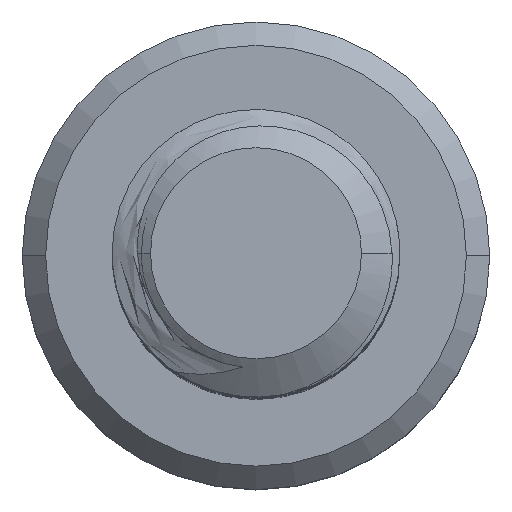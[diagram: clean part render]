
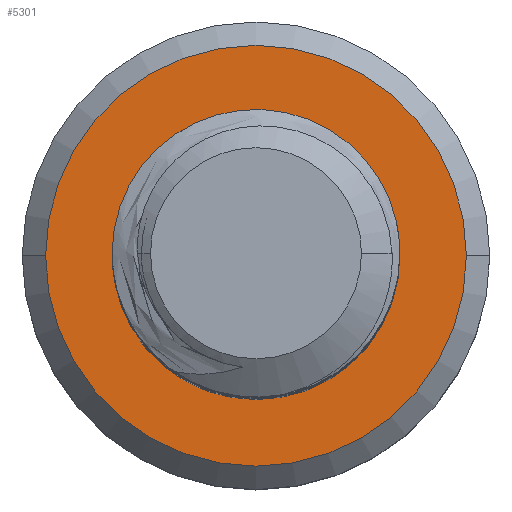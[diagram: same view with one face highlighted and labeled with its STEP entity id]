
A CAD part, top view. The second image highlights one B-rep face of the part: STEP entity #5301.
In plain terms, the highlighted planar face has unit normal (0, 0, 1).
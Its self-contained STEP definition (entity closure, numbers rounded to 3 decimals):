
#111 = DIRECTION ( 'NONE',  ( 0., 0., 1. ) ) ;
#316 = VERTEX_POINT ( 'NONE', #4614 ) ;
#695 = ORIENTED_EDGE ( 'NONE', *, *, #6228, .T. ) ;
#720 = DIRECTION ( 'NONE',  ( 0., 0., 1. ) ) ;
#969 = EDGE_CURVE ( 'NONE', #6223, #2562, #5060, .T. ) ;
#1030 = EDGE_LOOP ( 'NONE', ( #2151, #4055 ) ) ;
#1061 = DIRECTION ( 'NONE',  ( 0., 0., 1. ) ) ;
#1326 = VERTEX_POINT ( 'NONE', #6516 ) ;
#1521 = AXIS2_PLACEMENT_3D ( 'NONE', #3835, #720, #4349 ) ;
#1554 = EDGE_CURVE ( 'NONE', #1326, #316, #1764, .T. ) ;
#1714 = CARTESIAN_POINT ( 'NONE',  ( 0., 0., -40. ) ) ;
#1764 = CIRCLE ( 'NONE', #6453, 4. ) ;
#1903 = DIRECTION ( 'NONE',  ( -1., 0., 0. ) ) ;
#1992 = AXIS2_PLACEMENT_3D ( 'NONE', #5998, #4960, #1903 ) ;
#2151 = ORIENTED_EDGE ( 'NONE', *, *, #4153, .F. ) ;
#2250 = DIRECTION ( 'NONE',  ( -1., 0., 0. ) ) ;
#2562 = VERTEX_POINT ( 'NONE', #2828 ) ;
#2828 = CARTESIAN_POINT ( 'NONE',  ( 5.85, 0., -40. ) ) ;
#3242 = CARTESIAN_POINT ( 'NONE',  ( -5.85, 0., -40. ) ) ;
#3325 = AXIS2_PLACEMENT_3D ( 'NONE', #3335, #111, #3830 ) ;
#3335 = CARTESIAN_POINT ( 'NONE',  ( 0., 0., -40. ) ) ;
#3830 = DIRECTION ( 'NONE',  ( 1., 0., 0. ) ) ;
#3835 = CARTESIAN_POINT ( 'NONE',  ( 0., 0., -40. ) ) ;
#3934 = PLANE ( 'NONE',  #1992 ) ;
#4055 = ORIENTED_EDGE ( 'NONE', *, *, #1554, .F. ) ;
#4153 = EDGE_CURVE ( 'NONE', #316, #1326, #6563, .T. ) ;
#4164 = CARTESIAN_POINT ( 'NONE',  ( 0., 0., -40. ) ) ;
#4211 = ORIENTED_EDGE ( 'NONE', *, *, #969, .T. ) ;
#4349 = DIRECTION ( 'NONE',  ( -1., 0., 0. ) ) ;
#4614 = CARTESIAN_POINT ( 'NONE',  ( 4., 0., -40. ) ) ;
#4680 = DIRECTION ( 'NONE',  ( 1., 0., 0. ) ) ;
#4688 = AXIS2_PLACEMENT_3D ( 'NONE', #1714, #5298, #2250 ) ;
#4960 = DIRECTION ( 'NONE',  ( 0., 0., -1. ) ) ;
#4996 = EDGE_LOOP ( 'NONE', ( #4211, #695 ) ) ;
#5060 = CIRCLE ( 'NONE', #1521, 5.85 ) ;
#5076 = FACE_OUTER_BOUND ( 'NONE', #4996, .T. ) ;
#5298 = DIRECTION ( 'NONE',  ( 0., 0., 1. ) ) ;
#5301 = ADVANCED_FACE ( 'NONE', ( #5076, #6630 ), #3934, .F. ) ;
#5392 = CIRCLE ( 'NONE', #4688, 5.85 ) ;
#5998 = CARTESIAN_POINT ( 'NONE',  ( 0., 0., -40. ) ) ;
#6223 = VERTEX_POINT ( 'NONE', #3242 ) ;
#6228 = EDGE_CURVE ( 'NONE', #2562, #6223, #5392, .T. ) ;
#6453 = AXIS2_PLACEMENT_3D ( 'NONE', #4164, #1061, #4680 ) ;
#6516 = CARTESIAN_POINT ( 'NONE',  ( -4., 0., -40. ) ) ;
#6563 = CIRCLE ( 'NONE', #3325, 4. ) ;
#6630 = FACE_BOUND ( 'NONE', #1030, .T. ) ;
